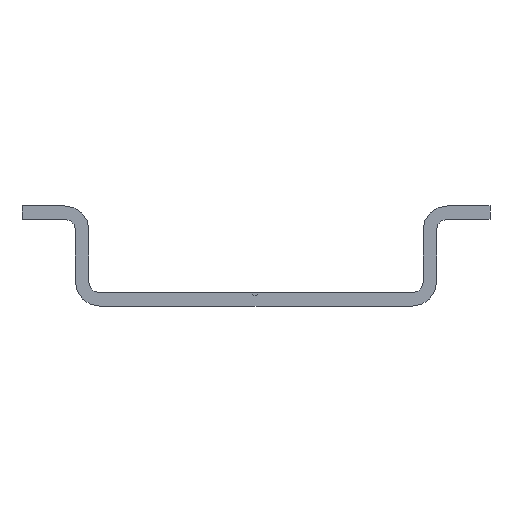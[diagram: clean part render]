
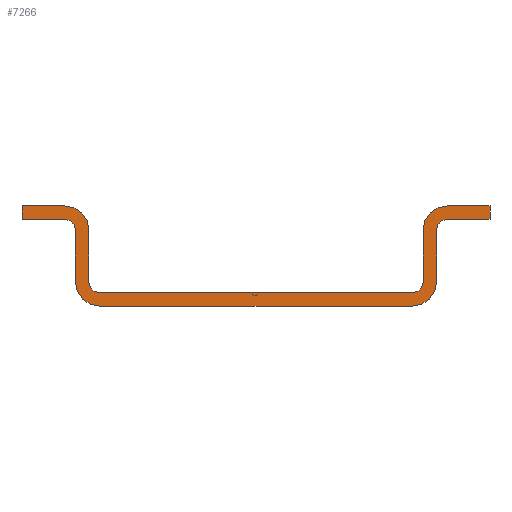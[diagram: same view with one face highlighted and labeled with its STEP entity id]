
A CAD part, front view. The second image highlights one B-rep face of the part: STEP entity #7266.
In plain terms, the highlighted planar face has unit normal (0, -1, 0).
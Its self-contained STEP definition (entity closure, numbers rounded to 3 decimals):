
#308=LINE('',#20279,#352);
#312=LINE('',#20287,#356);
#316=LINE('',#20299,#360);
#320=LINE('',#20311,#364);
#324=LINE('',#20323,#368);
#328=LINE('',#20335,#372);
#331=LINE('',#20341,#375);
#334=LINE('',#20347,#378);
#338=LINE('',#20359,#382);
#342=LINE('',#20371,#386);
#346=LINE('',#20383,#390);
#350=LINE('',#20394,#394);
#352=VECTOR('',#10752,10.);
#356=VECTOR('',#10758,10.);
#360=VECTOR('',#10770,10.);
#364=VECTOR('',#10782,10.);
#368=VECTOR('',#10794,10.);
#372=VECTOR('',#10806,10.);
#375=VECTOR('',#10811,10.);
#378=VECTOR('',#10816,10.);
#382=VECTOR('',#10828,10.);
#386=VECTOR('',#10840,10.);
#390=VECTOR('',#10852,10.);
#394=VECTOR('',#10864,10.);
#694=PLANE('',#8467);
#1286=FACE_OUTER_BOUND('',#2163,.T.);
#2163=EDGE_LOOP('',(#6370,#6371,#6372,#6373,#6374,#6375,#6376,#6377,#6378,
#6379,#6380,#6381,#6382,#6383,#6384,#6385,#6386,#6387,#6388,#6389));
#3019=CIRCLE('',#8433,1.8);
#3021=CIRCLE('',#8437,0.8);
#3023=CIRCLE('',#8441,0.8);
#3025=CIRCLE('',#8445,1.8);
#3027=CIRCLE('',#8451,0.8);
#3029=CIRCLE('',#8455,1.8);
#3031=CIRCLE('',#8459,1.8);
#3033=CIRCLE('',#8463,0.8);
#3605=VERTEX_POINT('',#20277);
#3606=VERTEX_POINT('',#20278);
#3609=VERTEX_POINT('',#20286);
#3611=VERTEX_POINT('',#20292);
#3613=VERTEX_POINT('',#20298);
#3615=VERTEX_POINT('',#20304);
#3617=VERTEX_POINT('',#20310);
#3619=VERTEX_POINT('',#20316);
#3621=VERTEX_POINT('',#20322);
#3623=VERTEX_POINT('',#20328);
#3625=VERTEX_POINT('',#20334);
#3627=VERTEX_POINT('',#20340);
#3629=VERTEX_POINT('',#20346);
#3631=VERTEX_POINT('',#20352);
#3633=VERTEX_POINT('',#20358);
#3635=VERTEX_POINT('',#20364);
#3637=VERTEX_POINT('',#20370);
#3639=VERTEX_POINT('',#20376);
#3641=VERTEX_POINT('',#20382);
#3643=VERTEX_POINT('',#20388);
#4500=EDGE_CURVE('',#3605,#3606,#308,.T.);
#4504=EDGE_CURVE('',#3609,#3605,#312,.T.);
#4507=EDGE_CURVE('',#3611,#3609,#3019,.T.);
#4510=EDGE_CURVE('',#3613,#3611,#316,.T.);
#4513=EDGE_CURVE('',#3615,#3613,#3021,.T.);
#4516=EDGE_CURVE('',#3617,#3615,#320,.T.);
#4519=EDGE_CURVE('',#3619,#3617,#3023,.T.);
#4522=EDGE_CURVE('',#3621,#3619,#324,.T.);
#4525=EDGE_CURVE('',#3623,#3621,#3025,.T.);
#4528=EDGE_CURVE('',#3625,#3623,#328,.T.);
#4531=EDGE_CURVE('',#3627,#3625,#331,.T.);
#4534=EDGE_CURVE('',#3629,#3627,#334,.T.);
#4537=EDGE_CURVE('',#3631,#3629,#3027,.T.);
#4540=EDGE_CURVE('',#3633,#3631,#338,.T.);
#4543=EDGE_CURVE('',#3635,#3633,#3029,.T.);
#4546=EDGE_CURVE('',#3637,#3635,#342,.T.);
#4549=EDGE_CURVE('',#3639,#3637,#3031,.T.);
#4552=EDGE_CURVE('',#3641,#3639,#346,.T.);
#4555=EDGE_CURVE('',#3643,#3641,#3033,.T.);
#4558=EDGE_CURVE('',#3606,#3643,#350,.T.);
#6370=ORIENTED_EDGE('',*,*,#4558,.F.);
#6371=ORIENTED_EDGE('',*,*,#4500,.F.);
#6372=ORIENTED_EDGE('',*,*,#4504,.F.);
#6373=ORIENTED_EDGE('',*,*,#4507,.F.);
#6374=ORIENTED_EDGE('',*,*,#4510,.F.);
#6375=ORIENTED_EDGE('',*,*,#4513,.F.);
#6376=ORIENTED_EDGE('',*,*,#4516,.F.);
#6377=ORIENTED_EDGE('',*,*,#4519,.F.);
#6378=ORIENTED_EDGE('',*,*,#4522,.F.);
#6379=ORIENTED_EDGE('',*,*,#4525,.F.);
#6380=ORIENTED_EDGE('',*,*,#4528,.F.);
#6381=ORIENTED_EDGE('',*,*,#4531,.F.);
#6382=ORIENTED_EDGE('',*,*,#4534,.F.);
#6383=ORIENTED_EDGE('',*,*,#4537,.F.);
#6384=ORIENTED_EDGE('',*,*,#4540,.F.);
#6385=ORIENTED_EDGE('',*,*,#4543,.F.);
#6386=ORIENTED_EDGE('',*,*,#4546,.F.);
#6387=ORIENTED_EDGE('',*,*,#4549,.F.);
#6388=ORIENTED_EDGE('',*,*,#4552,.F.);
#6389=ORIENTED_EDGE('',*,*,#4555,.F.);
#7266=ADVANCED_FACE('',(#1286),#694,.F.);
#8433=AXIS2_PLACEMENT_3D('',#20293,#10763,#10764);
#8437=AXIS2_PLACEMENT_3D('',#20305,#10775,#10776);
#8441=AXIS2_PLACEMENT_3D('',#20317,#10787,#10788);
#8445=AXIS2_PLACEMENT_3D('',#20329,#10799,#10800);
#8451=AXIS2_PLACEMENT_3D('',#20353,#10821,#10822);
#8455=AXIS2_PLACEMENT_3D('',#20365,#10833,#10834);
#8459=AXIS2_PLACEMENT_3D('',#20377,#10845,#10846);
#8463=AXIS2_PLACEMENT_3D('',#20389,#10857,#10858);
#8467=AXIS2_PLACEMENT_3D('',#20397,#10868,#10869);
#10752=DIRECTION('',(0.,0.,-1.));
#10758=DIRECTION('',(1.,0.,0.));
#10763=DIRECTION('center_axis',(0.,1.,0.));
#10764=DIRECTION('ref_axis',(-1.,0.,0.));
#10770=DIRECTION('',(0.,0.,1.));
#10775=DIRECTION('center_axis',(0.,-1.,0.));
#10776=DIRECTION('ref_axis',(-1.,0.,0.));
#10782=DIRECTION('',(1.,0.,0.));
#10787=DIRECTION('center_axis',(0.,-1.,0.));
#10788=DIRECTION('ref_axis',(0.,0.,1.));
#10794=DIRECTION('',(0.,0.,-1.));
#10799=DIRECTION('center_axis',(0.,1.,0.));
#10800=DIRECTION('ref_axis',(0.,0.,1.));
#10806=DIRECTION('',(1.,0.,0.));
#10811=DIRECTION('',(0.,0.,1.));
#10816=DIRECTION('',(-1.,0.,0.));
#10821=DIRECTION('center_axis',(0.,-1.,0.));
#10822=DIRECTION('ref_axis',(0.,0.,-1.));
#10828=DIRECTION('',(0.,0.,1.));
#10833=DIRECTION('center_axis',(0.,1.,0.));
#10834=DIRECTION('ref_axis',(0.,0.,-1.));
#10840=DIRECTION('',(-1.,0.,0.));
#10845=DIRECTION('center_axis',(0.,1.,0.));
#10846=DIRECTION('ref_axis',(1.,0.,0.));
#10852=DIRECTION('',(0.,0.,-1.));
#10857=DIRECTION('center_axis',(0.,-1.,0.));
#10858=DIRECTION('ref_axis',(1.,0.,0.));
#10864=DIRECTION('',(-1.,0.,0.));
#10868=DIRECTION('center_axis',(0.,1.,0.));
#10869=DIRECTION('ref_axis',(0.,0.,1.));
#20277=CARTESIAN_POINT('',(17.5,0.,7.5));
#20278=CARTESIAN_POINT('',(17.5,0.,6.5));
#20279=CARTESIAN_POINT('',(17.5,0.,7.5));
#20286=CARTESIAN_POINT('',(14.3,0.,7.5));
#20287=CARTESIAN_POINT('',(14.3,0.,7.5));
#20292=CARTESIAN_POINT('',(12.5,0.,5.7));
#20293=CARTESIAN_POINT('Origin',(14.3,0.,5.7));
#20298=CARTESIAN_POINT('',(12.5,0.,1.8));
#20299=CARTESIAN_POINT('',(12.5,0.,1.8));
#20304=CARTESIAN_POINT('',(11.7,0.,1.));
#20305=CARTESIAN_POINT('Origin',(11.7,0.,1.8));
#20310=CARTESIAN_POINT('',(-11.7,0.,1.));
#20311=CARTESIAN_POINT('',(-11.7,0.,1.));
#20316=CARTESIAN_POINT('',(-12.5,0.,1.8));
#20317=CARTESIAN_POINT('Origin',(-11.7,0.,1.8));
#20322=CARTESIAN_POINT('',(-12.5,0.,5.7));
#20323=CARTESIAN_POINT('',(-12.5,0.,5.7));
#20328=CARTESIAN_POINT('',(-14.3,0.,7.5));
#20329=CARTESIAN_POINT('Origin',(-14.3,0.,5.7));
#20334=CARTESIAN_POINT('',(-17.5,0.,7.5));
#20335=CARTESIAN_POINT('',(-17.5,0.,7.5));
#20340=CARTESIAN_POINT('',(-17.5,0.,6.5));
#20341=CARTESIAN_POINT('',(-17.5,0.,6.5));
#20346=CARTESIAN_POINT('',(-14.3,0.,6.5));
#20347=CARTESIAN_POINT('',(-14.3,0.,6.5));
#20352=CARTESIAN_POINT('',(-13.5,0.,5.7));
#20353=CARTESIAN_POINT('Origin',(-14.3,0.,5.7));
#20358=CARTESIAN_POINT('',(-13.5,0.,1.8));
#20359=CARTESIAN_POINT('',(-13.5,0.,1.8));
#20364=CARTESIAN_POINT('',(-11.7,0.,0.));
#20365=CARTESIAN_POINT('Origin',(-11.7,0.,1.8));
#20370=CARTESIAN_POINT('',(11.7,0.,0.));
#20371=CARTESIAN_POINT('',(11.7,0.,0.));
#20376=CARTESIAN_POINT('',(13.5,0.,1.8));
#20377=CARTESIAN_POINT('Origin',(11.7,0.,1.8));
#20382=CARTESIAN_POINT('',(13.5,0.,5.7));
#20383=CARTESIAN_POINT('',(13.5,0.,5.7));
#20388=CARTESIAN_POINT('',(14.3,0.,6.5));
#20389=CARTESIAN_POINT('Origin',(14.3,0.,5.7));
#20394=CARTESIAN_POINT('',(17.5,0.,6.5));
#20397=CARTESIAN_POINT('Origin',(0.,0.,2.587));
